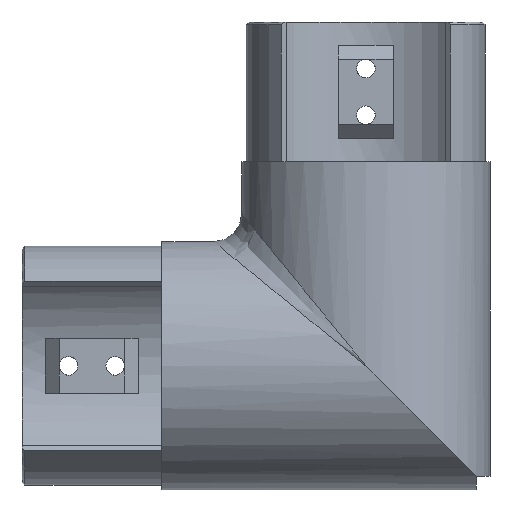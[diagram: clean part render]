
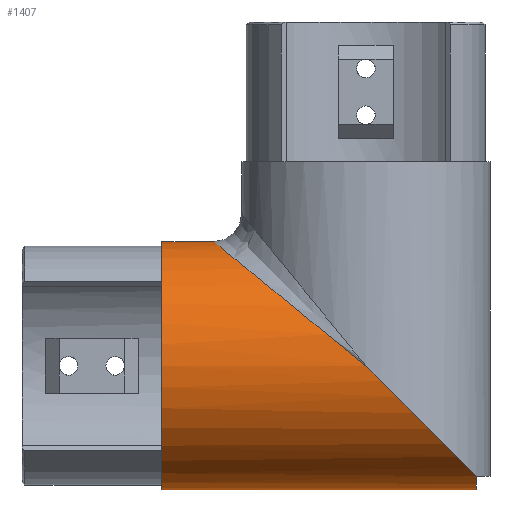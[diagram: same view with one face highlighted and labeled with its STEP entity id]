
A CAD part, front view. The second image highlights one B-rep face of the part: STEP entity #1407.
In plain terms, the highlighted cylindrical face has radius 26.65 mm (diameter 53.3 mm), a partial arc.
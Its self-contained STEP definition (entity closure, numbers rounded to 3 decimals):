
#10 = AXIS2_PLACEMENT_3D ( 'NONE', #321, #1178, #996 ) ;
#17 = VERTEX_POINT ( 'NONE', #1528 ) ;
#27 = CARTESIAN_POINT ( 'NONE',  ( 23.7, 0., -26.65 ) ) ;
#43 = CARTESIAN_POINT ( 'NONE',  ( -32.65, -15.611, 26.65 ) ) ;
#46 = DIRECTION ( 'NONE',  ( 0., 0., -1. ) ) ;
#54 = CARTESIAN_POINT ( 'NONE',  ( -32.65, 0., 26.65 ) ) ;
#196 = AXIS2_PLACEMENT_3D ( 'NONE', #1427, #1088, #46 ) ;
#201 = ORIENTED_EDGE ( 'NONE', *, *, #2020, .T. ) ;
#235 = VERTEX_POINT ( 'NONE', #27 ) ;
#278 = ORIENTED_EDGE ( 'NONE', *, *, #712, .F. ) ;
#321 = CARTESIAN_POINT ( 'NONE',  ( 23.7, 0., 0. ) ) ;
#626 = DIRECTION ( 'NONE',  ( -1., 0., 0. ) ) ;
#708 = VERTEX_POINT ( 'NONE', #1546 ) ;
#712 = EDGE_CURVE ( 'NONE', #235, #17, #843, .T. ) ;
#750 = CARTESIAN_POINT ( 'NONE',  ( 21.2, 0., 0. ) ) ;
#751 = EDGE_CURVE ( 'NONE', #708, #1126, #1096, .T. ) ;
#783 = EDGE_CURVE ( 'NONE', #1126, #17, #1007, .T. ) ;
#835 = VECTOR ( 'NONE', #1912, 1000. ) ;
#843 = LINE ( 'NONE', #1890, #835 ) ;
#855 = CARTESIAN_POINT ( 'NONE',  ( 19.01, -21.308, -19.01 ) ) ;
#904 = VECTOR ( 'NONE', #1449, 1000. ) ;
#919 = CARTESIAN_POINT ( 'NONE',  ( 0., -26.65, 0. ) ) ;
#952 = VERTEX_POINT ( 'NONE', #2172 ) ;
#965 = ORIENTED_EDGE ( 'NONE', *, *, #751, .T. ) ;
#996 = DIRECTION ( 'NONE',  ( 0., 0., -1. ) ) ;
#1007 = CIRCLE ( 'NONE', #196, 26.65 ) ;
#1016 = EDGE_CURVE ( 'NONE', #2031, #235, #1191, .T. ) ;
#1088 = DIRECTION ( 'NONE',  ( 1., 0., 0. ) ) ;
#1096 = LINE ( 'NONE', #1578, #904 ) ;
#1126 = VERTEX_POINT ( 'NONE', #1954 ) ;
#1178 = DIRECTION ( 'NONE',  ( 1., 0., 0. ) ) ;
#1191 = CIRCLE ( 'NONE', #10, 26.65 ) ;
#1214 = EDGE_CURVE ( 'NONE', #952, #708, #1673, .T. ) ;
#1226 = ORIENTED_EDGE ( 'NONE', *, *, #1016, .F. ) ;
#1363 = CARTESIAN_POINT ( 'NONE',  ( 23.7, -12.187, -23.7 ) ) ;
#1400 = CARTESIAN_POINT ( 'NONE',  ( 23.7, -12.187, -23.7 ) ) ;
#1407 = ADVANCED_FACE ( 'NONE', ( #1795 ), #2166, .T. ) ;
#1427 = CARTESIAN_POINT ( 'NONE',  ( -43.8, 0., 0. ) ) ;
#1449 = DIRECTION ( 'NONE',  ( -1., 0., 0. ) ) ;
#1528 = CARTESIAN_POINT ( 'NONE',  ( -43.8, 0., -26.65 ) ) ;
#1546 = CARTESIAN_POINT ( 'NONE',  ( -32.65, 0., 26.65 ) ) ;
#1578 = CARTESIAN_POINT ( 'NONE',  ( 21.2, 0., 26.65 ) ) ;
#1580 = CARTESIAN_POINT ( 'NONE',  ( 10.256, -26.65, -10.256 ) ) ;
#1590 = CARTESIAN_POINT ( 'NONE',  ( -19.126, -26.65, 15.611 ) ) ;
#1673 =( BOUNDED_CURVE ( )  B_SPLINE_CURVE ( 3, ( #919, #1590, #43, #54 ),
 .UNSPECIFIED., .F., .T. ) 
 B_SPLINE_CURVE_WITH_KNOTS ( ( 4, 4 ),
 ( 4.712, 6.283 ),
 .UNSPECIFIED. ) 
 CURVE ( )  GEOMETRIC_REPRESENTATION_ITEM ( )  RATIONAL_B_SPLINE_CURVE ( ( 1., 0.805, 0.805, 1. ) ) 
 REPRESENTATION_ITEM ( '' )  );
#1735 = ORIENTED_EDGE ( 'NONE', *, *, #1214, .T. ) ;
#1795 = FACE_OUTER_BOUND ( 'NONE', #1827, .T. ) ;
#1814 = ORIENTED_EDGE ( 'NONE', *, *, #783, .T. ) ;
#1827 = EDGE_LOOP ( 'NONE', ( #278, #1226, #201, #1735, #965, #1814 ) ) ;
#1890 = CARTESIAN_POINT ( 'NONE',  ( 21.2, 0., -26.65 ) ) ;
#1912 = DIRECTION ( 'NONE',  ( -1., 0., 0. ) ) ;
#1954 = CARTESIAN_POINT ( 'NONE',  ( -43.8, 0., 26.65 ) ) ;
#1971 = AXIS2_PLACEMENT_3D ( 'NONE', #750, #626, #1998 ) ;
#1998 = DIRECTION ( 'NONE',  ( 0., 0., 1. ) ) ;
#2020 = EDGE_CURVE ( 'NONE', #2031, #952, #2145, .T. ) ;
#2031 = VERTEX_POINT ( 'NONE', #1363 ) ;
#2054 = CARTESIAN_POINT ( 'NONE',  ( 0., -26.65, 0. ) ) ;
#2145 =( BOUNDED_CURVE ( )  B_SPLINE_CURVE ( 3, ( #1400, #855, #1580, #2054 ),
 .UNSPECIFIED., .F., .F. ) 
 B_SPLINE_CURVE_WITH_KNOTS ( ( 4, 4 ),
 ( 3.617, 4.712 ),
 .UNSPECIFIED. ) 
 CURVE ( )  GEOMETRIC_REPRESENTATION_ITEM ( )  RATIONAL_B_SPLINE_CURVE ( ( 1., 0.902, 0.902, 1. ) ) 
 REPRESENTATION_ITEM ( '' )  );
#2166 = CYLINDRICAL_SURFACE ( 'NONE', #1971, 26.65 ) ;
#2172 = CARTESIAN_POINT ( 'NONE',  ( 0., -26.65, 0. ) ) ;
